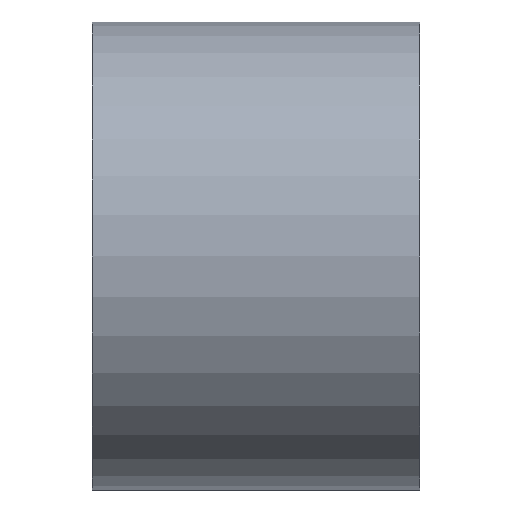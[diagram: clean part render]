
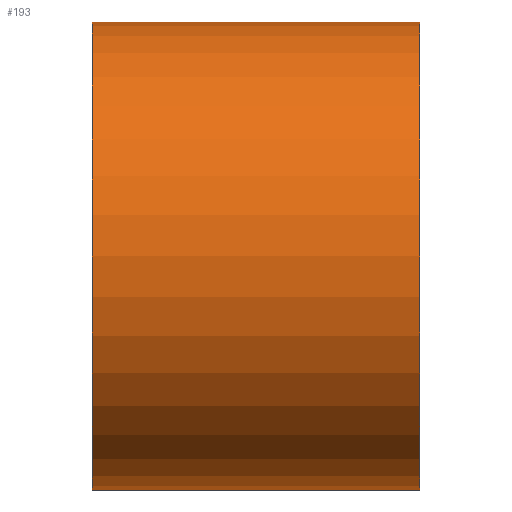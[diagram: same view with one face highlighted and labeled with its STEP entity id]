
A CAD part, front view. The second image highlights one B-rep face of the part: STEP entity #193.
In plain terms, the highlighted cylindrical face has radius 5 mm (diameter 10 mm), a partial arc.
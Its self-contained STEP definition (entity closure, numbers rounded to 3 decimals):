
#8 = VERTEX_POINT ( 'NONE', #55 ) ;
#16 = FACE_OUTER_BOUND ( 'NONE', #73, .T. ) ;
#18 = CARTESIAN_POINT ( 'NONE',  ( 3.5, 0., 0. ) ) ;
#19 = VERTEX_POINT ( 'NONE', #78 ) ;
#21 = VERTEX_POINT ( 'NONE', #98 ) ;
#43 = DIRECTION ( 'NONE',  ( -1., 0., 0. ) ) ;
#46 = AXIS2_PLACEMENT_3D ( 'NONE', #153, #151, #178 ) ;
#55 = CARTESIAN_POINT ( 'NONE',  ( -3.5, 0., 5. ) ) ;
#57 = DIRECTION ( 'NONE',  ( 0., 0., -1. ) ) ;
#64 = CARTESIAN_POINT ( 'NONE',  ( 3.5, 0., -5. ) ) ;
#69 = EDGE_CURVE ( 'NONE', #19, #187, #125, .T. ) ;
#73 = EDGE_LOOP ( 'NONE', ( #96, #159, #185, #141 ) ) ;
#78 = CARTESIAN_POINT ( 'NONE',  ( 3.5, 0., 5. ) ) ;
#96 = ORIENTED_EDGE ( 'NONE', *, *, #170, .F. ) ;
#98 = CARTESIAN_POINT ( 'NONE',  ( -3.5, 0., -5. ) ) ;
#102 = CYLINDRICAL_SURFACE ( 'NONE', #110, 5. ) ;
#110 = AXIS2_PLACEMENT_3D ( 'NONE', #18, #43, #152 ) ;
#117 = LINE ( 'NONE', #212, #136 ) ;
#118 = LINE ( 'NONE', #176, #197 ) ;
#125 = CIRCLE ( 'NONE', #191, 5. ) ;
#129 = DIRECTION ( 'NONE',  ( 1., 0., 0. ) ) ;
#136 = VECTOR ( 'NONE', #196, 1000. ) ;
#139 = CIRCLE ( 'NONE', #46, 5. ) ;
#141 = ORIENTED_EDGE ( 'NONE', *, *, #155, .T. ) ;
#151 = DIRECTION ( 'NONE',  ( 1., 0., 0. ) ) ;
#152 = DIRECTION ( 'NONE',  ( 0., 0., 1. ) ) ;
#153 = CARTESIAN_POINT ( 'NONE',  ( -3.5, 0., 0. ) ) ;
#155 = EDGE_CURVE ( 'NONE', #8, #21, #139, .T. ) ;
#159 = ORIENTED_EDGE ( 'NONE', *, *, #69, .F. ) ;
#170 = EDGE_CURVE ( 'NONE', #187, #21, #118, .T. ) ;
#176 = CARTESIAN_POINT ( 'NONE',  ( 3.5, 0., -5. ) ) ;
#178 = DIRECTION ( 'NONE',  ( 0., 0., -1. ) ) ;
#185 = ORIENTED_EDGE ( 'NONE', *, *, #205, .T. ) ;
#187 = VERTEX_POINT ( 'NONE', #64 ) ;
#191 = AXIS2_PLACEMENT_3D ( 'NONE', #209, #129, #57 ) ;
#193 = ADVANCED_FACE ( 'NONE', ( #16 ), #102, .T. ) ;
#195 = DIRECTION ( 'NONE',  ( -1., 0., 0. ) ) ;
#196 = DIRECTION ( 'NONE',  ( -1., 0., 0. ) ) ;
#197 = VECTOR ( 'NONE', #195, 1000. ) ;
#205 = EDGE_CURVE ( 'NONE', #19, #8, #117, .T. ) ;
#209 = CARTESIAN_POINT ( 'NONE',  ( 3.5, 0., 0. ) ) ;
#212 = CARTESIAN_POINT ( 'NONE',  ( 3.5, 0., 5. ) ) ;
